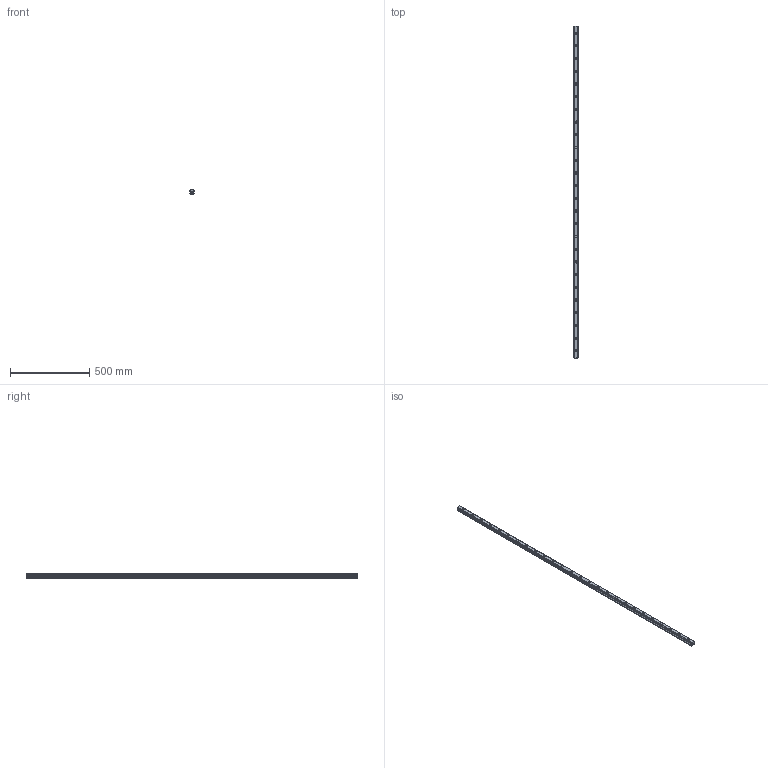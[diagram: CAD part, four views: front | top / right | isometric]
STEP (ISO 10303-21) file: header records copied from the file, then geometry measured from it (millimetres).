
FILE_DESCRIPTION(('STEP AP214'),'1');
FILE_NAME('cctmp_5AAAE800-409A-4636-BBE9-5F265CC55257_2020_6_30_9_7_48_252..stp','2020-06-30T07:07:48',('HIWIN GmbH'),('CADClick - www.CADClick.com'),'Spatial InterOp 3D',' ','unknown authorization');
FILE_SCHEMA(('AUTOMOTIVE_DESIGN'));
Length unit declared in the file: millimetre
Products named in the file (1): HGR30R2090H_FILE
Bounding box: 28 x 2090 x 26 mm (x, y, z)
Volume: 1216327 mm3; surface area: 259199.4 mm2
Topology: 1 solids, 1 shells, 349 faces, 795 edges, 530 vertices
Faces by surface type: cylinder 178, plane 171
Entity records: 12761 total; most frequent: DIRECTION 1851, CARTESIAN_POINT 1675, ORIENTED_EDGE 1590, EDGE_CURVE 795, AXIS2_PLACEMENT_3D 706, VERTEX_POINT 530, LINE 439, VECTOR 439
